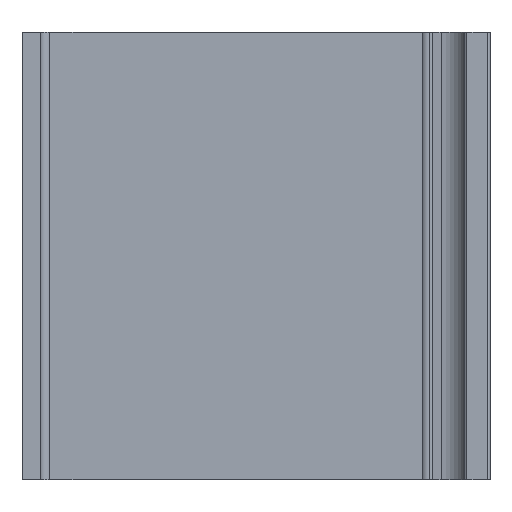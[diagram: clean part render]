
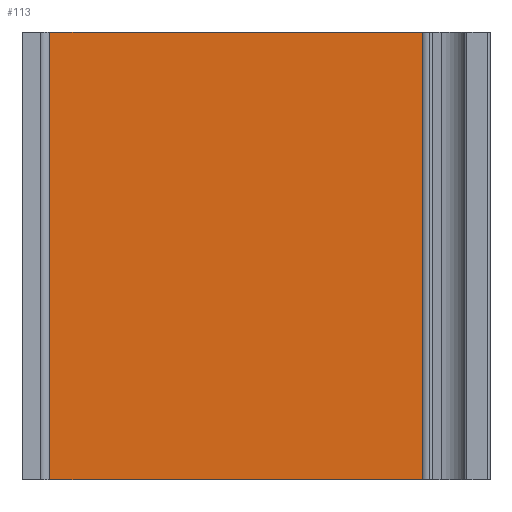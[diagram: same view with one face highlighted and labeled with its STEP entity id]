
A CAD part, left-side view. The second image highlights one B-rep face of the part: STEP entity #113.
In plain terms, the highlighted planar face has unit normal (-1, 0, 0).
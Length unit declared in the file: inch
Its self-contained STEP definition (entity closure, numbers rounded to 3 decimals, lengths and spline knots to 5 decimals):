
#74=CARTESIAN_POINT('',(20.8862,-9.16679,0.0));
#75=DIRECTION('',(-1.0,0.,0.0));
#76=DIRECTION('',(0.0,0.0,1.0));
#77=AXIS2_PLACEMENT_3D('',#74,#75,#76);
#78=PLANE('',#77);
#79=CARTESIAN_POINT('',(20.8862,-9.16679,12.0));
#80=VERTEX_POINT('',#79);
#81=CARTESIAN_POINT('',(20.8862,0.84502,12.0));
#82=VERTEX_POINT('',#81);
#83=CARTESIAN_POINT('',(20.8862,-9.16679,12.0));
#84=DIRECTION('',(0.,1.0,0.0));
#85=VECTOR('',#84,10.01181);
#86=LINE('',#83,#85);
#87=EDGE_CURVE('',#80,#82,#86,.T.);
#88=ORIENTED_EDGE('',*,*,#87,.T.);
#89=CARTESIAN_POINT('',(20.8862,0.84502,0.0));
#90=VERTEX_POINT('',#89);
#91=CARTESIAN_POINT('',(20.8862,0.84502,0.0));
#92=DIRECTION('',(0.0,0.0,1.0));
#93=VECTOR('',#92,12.0);
#94=LINE('',#91,#93);
#95=EDGE_CURVE('',#90,#82,#94,.T.);
#96=ORIENTED_EDGE('',*,*,#95,.F.);
#97=CARTESIAN_POINT('',(20.8862,-9.16679,0.0));
#98=VERTEX_POINT('',#97);
#99=CARTESIAN_POINT('',(20.8862,0.84502,0.0));
#100=DIRECTION('',(0.,-1.0,0.0));
#101=VECTOR('',#100,10.01181);
#102=LINE('',#99,#101);
#103=EDGE_CURVE('',#90,#98,#102,.T.);
#104=ORIENTED_EDGE('',*,*,#103,.T.);
#105=CARTESIAN_POINT('',(20.8862,-9.16679,0.0));
#106=DIRECTION('',(0.0,0.0,1.0));
#107=VECTOR('',#106,12.0);
#108=LINE('',#105,#107);
#109=EDGE_CURVE('',#98,#80,#108,.T.);
#110=ORIENTED_EDGE('',*,*,#109,.T.);
#111=EDGE_LOOP('',(#88,#96,#104,#110));
#112=FACE_OUTER_BOUND('',#111,.T.);
#113=ADVANCED_FACE('',(#112),#78,.T.);
